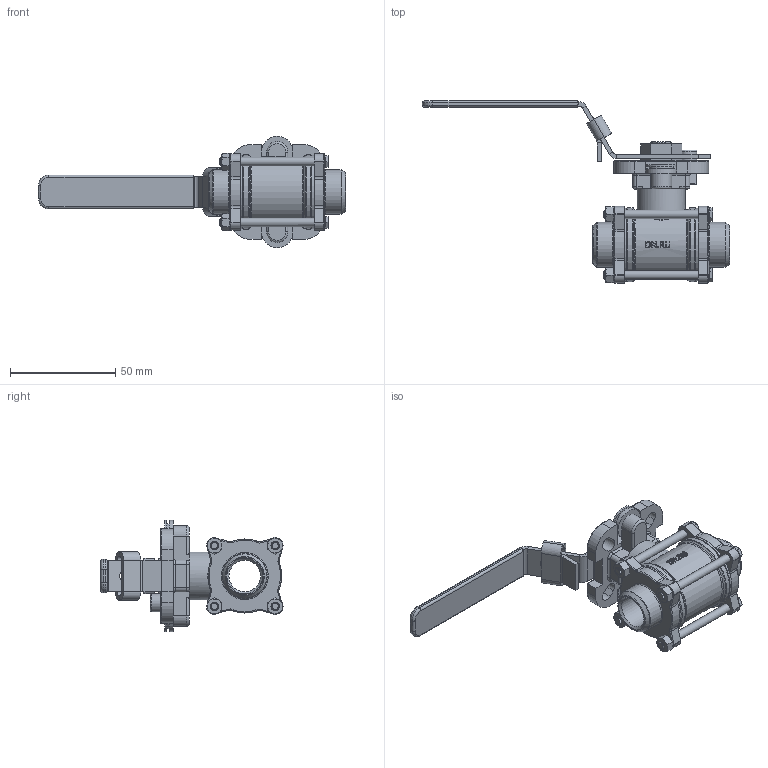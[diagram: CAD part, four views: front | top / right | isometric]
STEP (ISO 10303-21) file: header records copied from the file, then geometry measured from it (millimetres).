
FILE_DESCRIPTION(/* description */ (''),/* implementation_level */ '2;1');
FILE_NAME(/* name */ 'DN15_3D_STEP.stp',/* time_stamp */ '2023-12-19T16:52:40+03:00',/* author */ ('igorr'),/* organization */ (''),/* preprocessor_version */ 'ST-DEVELOPER v19.2',/* originating_system */ 'Autodesk Inventor 2023',/* authorisation */ '');
FILE_SCHEMA (('AUTOMOTIVE_DESIGN { 1 0 10303 214 3 1 1 }'));
Length unit declared in the file: millimetre
Products named in the file (8): Сборка; Деталь1; Деталь6; ANSI B18.2.4.2M - M4x0,7; AS 1110 - M3 x 6; AS 1420 - 1973 - M5 x 10; ANSI B18.2.4.2M - M5x0,8; BS 4183 - M10
Assembly tree (14 placements, depth 2):
  Сборка
    Деталь1
    Деталь6
    ANSI B18.2.4.2M - M4x0,7  x4
    AS 1110 - M3 x 6  x4
    AS 1420 - 1973 - M5 x 10
    ANSI B18.2.4.2M - M5x0,8
    BS 4183 - M10  x2
Bounding box: 146 x 86.59 x 52.98 mm (x, y, z)
Volume: 67708.1 mm3; surface area: 34282 mm2
Topology: 15 solids, 15 shells, 821 faces, 1946 edges, 1187 vertices
Faces by surface type: plane 370, cylinder 206, cone 118, bspline 67, torus 60
Full cylindrical faces by diameter (mm): 3 x4, 3.242 x4, 4 x12, 4.05 x1, 4.134 x1, 4.31 x1, 5 x2, 5.5 x4, 8 x1, 8.376 x2, 8.5 x1, 11.457 x1, 11.964 x1, 15 x1, 17 x1, 21.3 x2, 23 x1, 25 x2, 34.857 x2, 35.217 x2
Entity records: 21591 total; most frequent: CARTESIAN_POINT 5082, DIRECTION 3307, ORIENTED_EDGE 3248, EDGE_CURVE 1624, AXIS2_PLACEMENT_3D 1241, VERTEX_POINT 993, LINE 825, VECTOR 825
